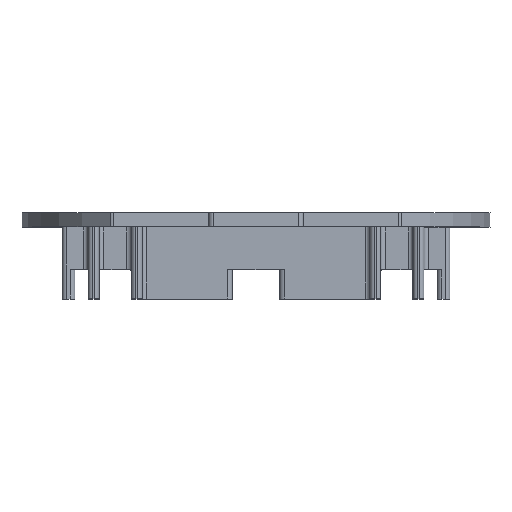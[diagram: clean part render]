
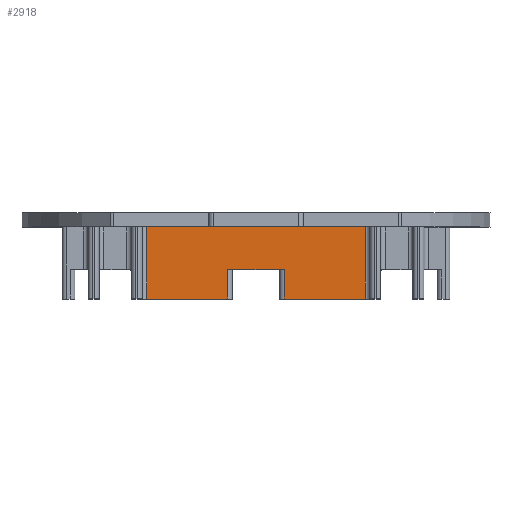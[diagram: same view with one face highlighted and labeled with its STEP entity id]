
A CAD part, top view. The second image highlights one B-rep face of the part: STEP entity #2918.
In plain terms, the highlighted planar face has unit normal (0, 0, 1).
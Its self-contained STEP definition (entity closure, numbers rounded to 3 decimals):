
#48=LINE('',#4346,#324);
#136=LINE('',#4637,#412);
#143=LINE('',#4662,#419);
#148=LINE('',#4679,#424);
#152=LINE('',#4688,#428);
#249=LINE('',#4961,#525);
#251=LINE('',#4964,#527);
#252=LINE('',#4965,#528);
#324=VECTOR('',#3421,10.);
#412=VECTOR('',#3689,10.);
#419=VECTOR('',#3710,10.);
#424=VECTOR('',#3727,10.);
#428=VECTOR('',#3735,10.);
#525=VECTOR('',#4032,10.);
#527=VECTOR('',#4036,10.);
#528=VECTOR('',#4037,10.);
#613=PLANE('',#3229);
#841=FACE_OUTER_BOUND('',#1013,.T.);
#1013=EDGE_LOOP('',(#2544,#2545,#2546,#2547,#2548,#2549,#2550,#2551));
#1305=VERTEX_POINT('',#4343);
#1306=VERTEX_POINT('',#4345);
#1418=VERTEX_POINT('',#4634);
#1419=VERTEX_POINT('',#4636);
#1430=VERTEX_POINT('',#4660);
#1433=VERTEX_POINT('',#4672);
#1436=VERTEX_POINT('',#4677);
#1439=VERTEX_POINT('',#4687);
#1597=EDGE_CURVE('',#1305,#1306,#48,.T.);
#1740=EDGE_CURVE('',#1418,#1419,#136,.T.);
#1753=EDGE_CURVE('',#1430,#1418,#143,.T.);
#1761=EDGE_CURVE('',#1436,#1433,#148,.T.);
#1765=EDGE_CURVE('',#1433,#1439,#152,.T.);
#1906=EDGE_CURVE('',#1306,#1430,#249,.T.);
#1908=EDGE_CURVE('',#1439,#1305,#251,.T.);
#1909=EDGE_CURVE('',#1436,#1419,#252,.T.);
#2544=ORIENTED_EDGE('',*,*,#1740,.F.);
#2545=ORIENTED_EDGE('',*,*,#1753,.F.);
#2546=ORIENTED_EDGE('',*,*,#1906,.F.);
#2547=ORIENTED_EDGE('',*,*,#1597,.F.);
#2548=ORIENTED_EDGE('',*,*,#1908,.F.);
#2549=ORIENTED_EDGE('',*,*,#1765,.F.);
#2550=ORIENTED_EDGE('',*,*,#1761,.F.);
#2551=ORIENTED_EDGE('',*,*,#1909,.T.);
#2918=ADVANCED_FACE('',(#841),#613,.T.);
#3229=AXIS2_PLACEMENT_3D('',#4963,#4034,#4035);
#3421=DIRECTION('',(1.,0.,0.));
#3689=DIRECTION('',(0.,1.,0.));
#3710=DIRECTION('',(-1.,0.,0.));
#3727=DIRECTION('',(0.,-1.,0.));
#3735=DIRECTION('',(-1.,0.,0.));
#4032=DIRECTION('',(0.,-1.,0.));
#4034=DIRECTION('center_axis',(0.,0.,1.));
#4035=DIRECTION('ref_axis',(-1.,0.,0.));
#4036=DIRECTION('',(0.,1.,0.));
#4037=DIRECTION('',(1.,0.,0.));
#4343=CARTESIAN_POINT('',(-23.,0.,23.));
#4345=CARTESIAN_POINT('',(23.,0.,23.));
#4346=CARTESIAN_POINT('',(19.1,0.,23.));
#4634=CARTESIAN_POINT('',(6.,-15.2,23.));
#4636=CARTESIAN_POINT('',(6.,-9.,23.));
#4637=CARTESIAN_POINT('',(6.,-7.6,23.));
#4660=CARTESIAN_POINT('',(23.,-15.2,23.));
#4662=CARTESIAN_POINT('',(-26.3,-15.2,23.));
#4672=CARTESIAN_POINT('',(-6.,-15.2,23.));
#4677=CARTESIAN_POINT('',(-6.,-9.,23.));
#4679=CARTESIAN_POINT('',(-6.,-7.6,23.));
#4687=CARTESIAN_POINT('',(-23.,-15.2,23.));
#4688=CARTESIAN_POINT('',(-26.3,-15.2,23.));
#4961=CARTESIAN_POINT('',(23.,0.,23.));
#4963=CARTESIAN_POINT('Origin',(38.2,0.,23.));
#4964=CARTESIAN_POINT('',(-23.,0.,23.));
#4965=CARTESIAN_POINT('',(19.1,-9.,23.));
